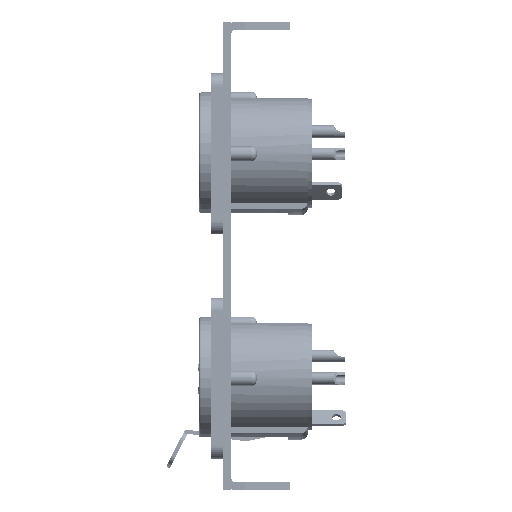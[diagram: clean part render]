
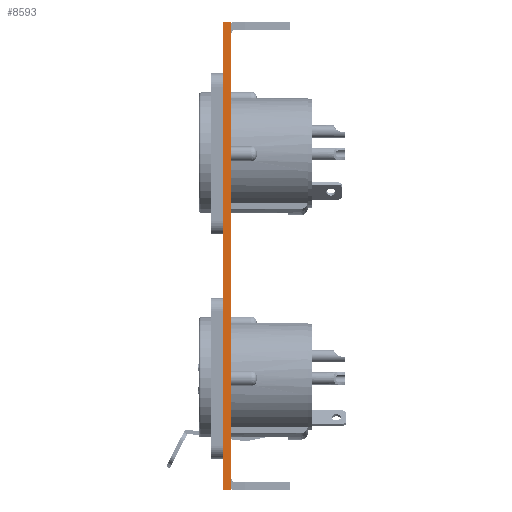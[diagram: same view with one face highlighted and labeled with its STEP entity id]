
A CAD part, left-side view. The second image highlights one B-rep face of the part: STEP entity #8593.
In plain terms, the highlighted planar face has unit normal (-1, 0, 0).
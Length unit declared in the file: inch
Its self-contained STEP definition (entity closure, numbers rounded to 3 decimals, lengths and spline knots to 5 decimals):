
#856 = CARTESIAN_POINT ( 'NONE',  ( -9.5, 0., 1.74 ) ) ;
#3319 = VECTOR ( 'NONE', #17530, 39.37008 ) ;
#3979 = ORIENTED_EDGE ( 'NONE', *, *, #15427, .F. ) ;
#6136 = VECTOR ( 'NONE', #50358, 39.37008 ) ;
#6578 = VECTOR ( 'NONE', #35463, 39.37008 ) ;
#8536 = CARTESIAN_POINT ( 'NONE',  ( -9.5, 0.06, 1.74 ) ) ;
#8593 = ADVANCED_FACE ( 'NONE', ( #38893 ), #9941, .T. ) ;
#9941 = PLANE ( 'NONE',  #51681 ) ;
#14349 = DIRECTION ( 'NONE',  ( -1., 0., 0. ) ) ;
#14519 = EDGE_LOOP ( 'NONE', ( #33269, #3979, #55929, #48385 ) ) ;
#14522 = VECTOR ( 'NONE', #25505, 39.37008 ) ;
#15427 = EDGE_CURVE ( 'NONE', #51720, #40357, #39124, .T. ) ;
#15510 = VERTEX_POINT ( 'NONE', #8536 ) ;
#17530 = DIRECTION ( 'NONE',  ( 0., 0., 1. ) ) ;
#22307 = CARTESIAN_POINT ( 'NONE',  ( -9.5, 0.06, 1.74 ) ) ;
#25505 = DIRECTION ( 'NONE',  ( 0., 1., 0. ) ) ;
#27321 = CARTESIAN_POINT ( 'NONE',  ( -9.5, -38.63213, 1.74 ) ) ;
#29233 = EDGE_CURVE ( 'NONE', #41471, #15510, #52582, .T. ) ;
#31106 = LINE ( 'NONE', #22307, #6578 ) ;
#32159 = EDGE_CURVE ( 'NONE', #51720, #41471, #39455, .T. ) ;
#32771 = CARTESIAN_POINT ( 'NONE',  ( -9.5, 0., -1.74 ) ) ;
#33269 = ORIENTED_EDGE ( 'NONE', *, *, #33747, .F. ) ;
#33747 = EDGE_CURVE ( 'NONE', #40357, #15510, #31106, .T. ) ;
#35463 = DIRECTION ( 'NONE',  ( 0., 0., 1. ) ) ;
#38893 = FACE_OUTER_BOUND ( 'NONE', #14519, .T. ) ;
#39124 = LINE ( 'NONE', #51710, #14522 ) ;
#39455 = LINE ( 'NONE', #48122, #3319 ) ;
#40357 = VERTEX_POINT ( 'NONE', #45659 ) ;
#41471 = VERTEX_POINT ( 'NONE', #856 ) ;
#44903 = DIRECTION ( 'NONE',  ( 0., 0., 1. ) ) ;
#45659 = CARTESIAN_POINT ( 'NONE',  ( -9.5, 0.06, -1.74 ) ) ;
#48122 = CARTESIAN_POINT ( 'NONE',  ( -9.5, 0., 1.74 ) ) ;
#48385 = ORIENTED_EDGE ( 'NONE', *, *, #29233, .T. ) ;
#50358 = DIRECTION ( 'NONE',  ( 0., 1., 0. ) ) ;
#51681 = AXIS2_PLACEMENT_3D ( 'NONE', #27321, #14349, #44903 ) ;
#51710 = CARTESIAN_POINT ( 'NONE',  ( -9.5, -38.63213, -1.74 ) ) ;
#51720 = VERTEX_POINT ( 'NONE', #32771 ) ;
#52582 = LINE ( 'NONE', #54781, #6136 ) ;
#54781 = CARTESIAN_POINT ( 'NONE',  ( -9.5, -38.63213, 1.74 ) ) ;
#55929 = ORIENTED_EDGE ( 'NONE', *, *, #32159, .T. ) ;
